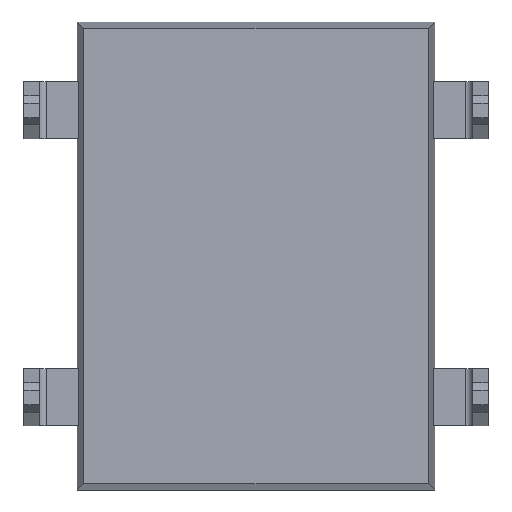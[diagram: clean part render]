
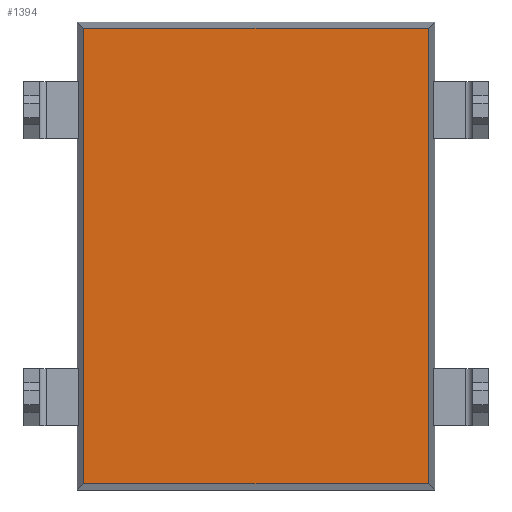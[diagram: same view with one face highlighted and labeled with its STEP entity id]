
A CAD part, front view. The second image highlights one B-rep face of the part: STEP entity #1394.
In plain terms, the highlighted planar face has unit normal (0, -1, 0).
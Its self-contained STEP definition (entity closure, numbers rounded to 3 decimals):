
#4 = CARTESIAN_POINT ( 'NONE',  ( -3.175, 2.03, 4.006 ) ) ;
#91 = EDGE_LOOP ( 'NONE', ( #946, #3012, #3713, #2811 ) ) ;
#147 = CARTESIAN_POINT ( 'NONE',  ( -3.061, 2.03, 4.006 ) ) ;
#936 = VECTOR ( 'NONE', #5270, 1000. ) ;
#946 = ORIENTED_EDGE ( 'NONE', *, *, #1125, .T. ) ;
#961 = VERTEX_POINT ( 'NONE', #5261 ) ;
#1073 = LINE ( 'NONE', #4, #6495 ) ;
#1125 = EDGE_CURVE ( 'NONE', #5936, #2318, #1144, .T. ) ;
#1144 = LINE ( 'NONE', #6464, #2700 ) ;
#1394 = ADVANCED_FACE ( 'NONE', ( #4592 ), #3265, .F. ) ;
#1578 = EDGE_CURVE ( 'NONE', #2318, #6070, #1073, .T. ) ;
#2251 = DIRECTION ( 'NONE',  ( 0., 1., 0. ) ) ;
#2318 = VERTEX_POINT ( 'NONE', #4239 ) ;
#2655 = AXIS2_PLACEMENT_3D ( 'NONE', #5845, #2251, #6394 ) ;
#2700 = VECTOR ( 'NONE', #2996, 1000. ) ;
#2811 = ORIENTED_EDGE ( 'NONE', *, *, #5764, .T. ) ;
#2996 = DIRECTION ( 'NONE',  ( 0., 0., 1. ) ) ;
#3012 = ORIENTED_EDGE ( 'NONE', *, *, #1578, .T. ) ;
#3234 = DIRECTION ( 'NONE',  ( 1., 0., 0. ) ) ;
#3265 = PLANE ( 'NONE',  #2655 ) ;
#3713 = ORIENTED_EDGE ( 'NONE', *, *, #5773, .T. ) ;
#3750 = VECTOR ( 'NONE', #3234, 1000. ) ;
#4223 = LINE ( 'NONE', #4248, #3750 ) ;
#4239 = CARTESIAN_POINT ( 'NONE',  ( 3.061, 2.03, 4.006 ) ) ;
#4248 = CARTESIAN_POINT ( 'NONE',  ( -3.175, 2.03, -4.081 ) ) ;
#4592 = FACE_OUTER_BOUND ( 'NONE', #91, .T. ) ;
#4923 = CARTESIAN_POINT ( 'NONE',  ( 3.061, 2.03, -4.081 ) ) ;
#5261 = CARTESIAN_POINT ( 'NONE',  ( -3.061, 2.03, -4.081 ) ) ;
#5270 = DIRECTION ( 'NONE',  ( 0., 0., -1. ) ) ;
#5286 = CARTESIAN_POINT ( 'NONE',  ( -3.061, 2.03, 4.12 ) ) ;
#5527 = DIRECTION ( 'NONE',  ( -1., 0., 0. ) ) ;
#5764 = EDGE_CURVE ( 'NONE', #961, #5936, #4223, .T. ) ;
#5773 = EDGE_CURVE ( 'NONE', #6070, #961, #6278, .T. ) ;
#5845 = CARTESIAN_POINT ( 'NONE',  ( 0., 2.03, -0.037 ) ) ;
#5936 = VERTEX_POINT ( 'NONE', #4923 ) ;
#6070 = VERTEX_POINT ( 'NONE', #147 ) ;
#6278 = LINE ( 'NONE', #5286, #936 ) ;
#6394 = DIRECTION ( 'NONE',  ( 0., 0., 1. ) ) ;
#6464 = CARTESIAN_POINT ( 'NONE',  ( 3.061, 2.03, 4.12 ) ) ;
#6495 = VECTOR ( 'NONE', #5527, 1000. ) ;
